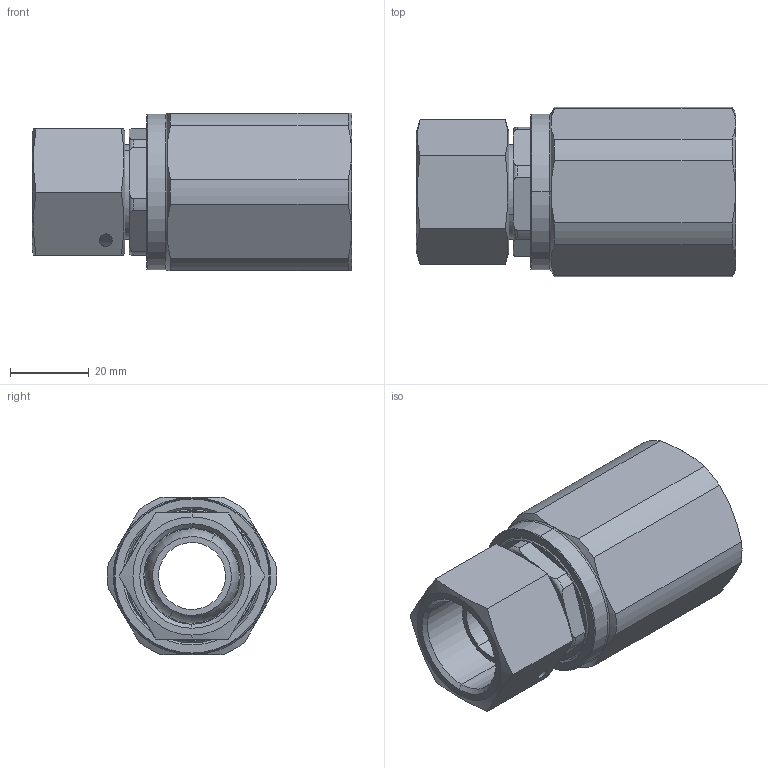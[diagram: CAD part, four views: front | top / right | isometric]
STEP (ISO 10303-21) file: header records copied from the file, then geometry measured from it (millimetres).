
FILE_DESCRIPTION (( 'STEP AP214' ), '1' );
FILE_NAME ('750 RF.STEP', '2015-09-04T12:15:26', ( 'admin' ), ( 'Microsoft' ), 'SwSTEP 2.0', 'SolidWorks 2009', '' );
FILE_SCHEMA (( 'AUTOMOTIVE_DESIGN' ));
Length unit declared in the file: millimetre
Products named in the file (1): 750 RF
Bounding box: 81.05 x 42.95 x 40 mm (x, y, z)
Volume: 61316.2 mm3; surface area: 20389.6 mm2
Topology: 1 solids, 1 shells, 120 faces, 286 edges, 178 vertices
Faces by surface type: plane 35, cone 34, cylinder 33, torus 18
Entity records: 3867 total; most frequent: CARTESIAN_POINT 1083, DIRECTION 594, ORIENTED_EDGE 572, EDGE_CURVE 286, AXIS2_PLACEMENT_3D 255, VERTEX_POINT 178, CIRCLE 134, EDGE_LOOP 132
